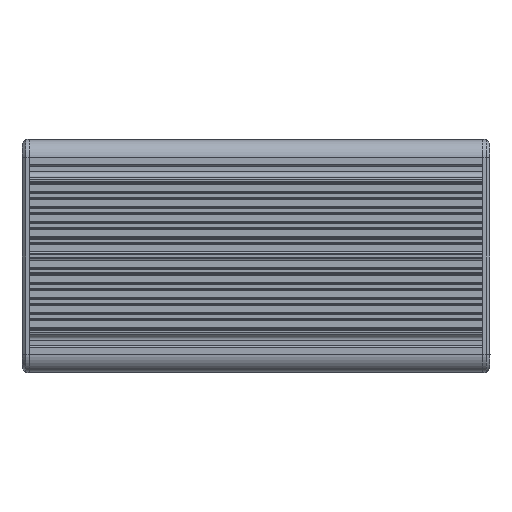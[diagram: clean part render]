
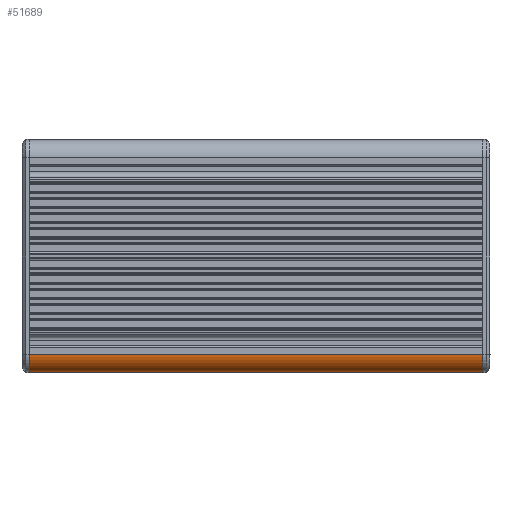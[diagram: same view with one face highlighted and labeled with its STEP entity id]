
A CAD part, left-side view. The second image highlights one B-rep face of the part: STEP entity #51689.
In plain terms, the highlighted cylindrical face has radius 5 mm (diameter 10 mm), a partial arc.
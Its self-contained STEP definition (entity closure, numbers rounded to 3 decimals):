
#802=CYLINDRICAL_SURFACE('',#57947,5.);
#3184=FACE_OUTER_BOUND('',#6026,.T.);
#6026=EDGE_LOOP('',(#38412,#38413,#38414,#38415));
#8954=CIRCLE('',#54547,5.);
#12302=CIRCLE('',#57922,5.);
#13437=LINE('',#88176,#17190);
#13438=LINE('',#88178,#17191);
#17190=VECTOR('',#69167,122.5);
#17191=VECTOR('',#69170,122.5);
#20405=VERTEX_POINT('',#80050);
#20406=VERTEX_POINT('',#80052);
#24275=VERTEX_POINT('',#88090);
#24276=VERTEX_POINT('',#88092);
#25975=EDGE_CURVE('',#20406,#20405,#8954,.T.);
#29876=EDGE_CURVE('',#24276,#24275,#12302,.T.);
#29901=EDGE_CURVE('',#24276,#20405,#13437,.T.);
#29902=EDGE_CURVE('',#20406,#24275,#13438,.T.);
#38412=ORIENTED_EDGE('',*,*,#25975,.T.);
#38413=ORIENTED_EDGE('',*,*,#29901,.F.);
#38414=ORIENTED_EDGE('',*,*,#29876,.T.);
#38415=ORIENTED_EDGE('',*,*,#29902,.F.);
#51689=ADVANCED_FACE('',(#3184),#802,.T.);
#54547=AXIS2_PLACEMENT_3D('',#80053,#61815,#61816);
#57922=AXIS2_PLACEMENT_3D('',#88093,#69104,#69105);
#57947=AXIS2_PLACEMENT_3D('',#88177,#69168,#69169);
#61815=DIRECTION('center_axis',(0.,1.,0.));
#61816=DIRECTION('ref_axis',(-1.,0.,0.));
#69104=DIRECTION('center_axis',(0.,-1.,0.));
#69105=DIRECTION('ref_axis',(0.,0.,1.));
#69167=DIRECTION('',(0.,-1.,0.));
#69168=DIRECTION('center_axis',(0.,-1.,0.));
#69169=DIRECTION('ref_axis',(-1.,0.,0.));
#69170=DIRECTION('',(0.,1.,0.));
#80050=CARTESIAN_POINT('',(-85.,0.,39.));
#80052=CARTESIAN_POINT('',(-90.,0.,34.));
#80053=CARTESIAN_POINT('Origin',(-85.,0.,34.));
#88090=CARTESIAN_POINT('',(-90.,122.5,34.));
#88092=CARTESIAN_POINT('',(-85.,122.5,39.));
#88093=CARTESIAN_POINT('Origin',(-85.,122.5,34.));
#88176=CARTESIAN_POINT('',(-85.,122.5,39.));
#88177=CARTESIAN_POINT('Origin',(-85.,0.,34.));
#88178=CARTESIAN_POINT('',(-90.,0.,34.));
